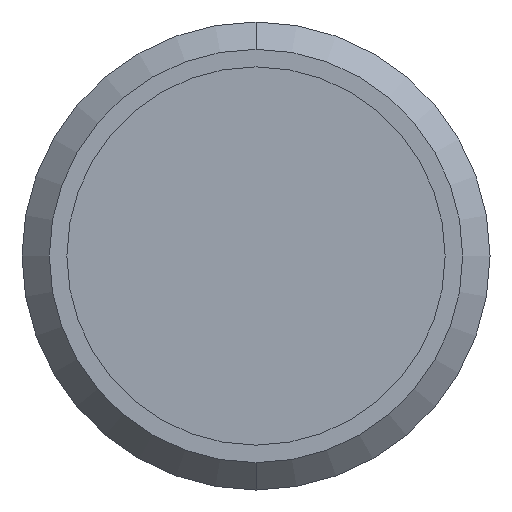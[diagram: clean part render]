
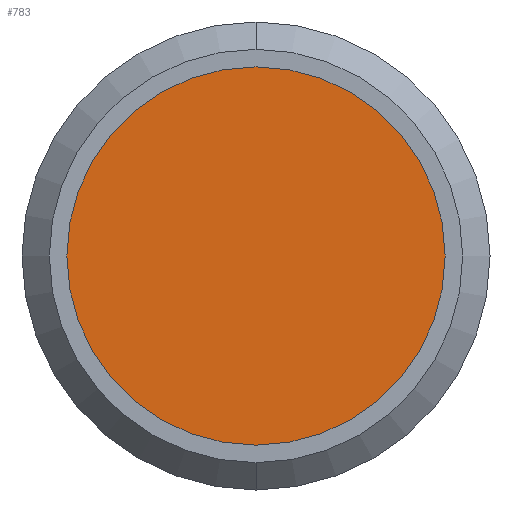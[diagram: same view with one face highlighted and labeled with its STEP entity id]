
A CAD part, front view. The second image highlights one B-rep face of the part: STEP entity #783.
In plain terms, the highlighted planar face has unit normal (0, -1, 0).
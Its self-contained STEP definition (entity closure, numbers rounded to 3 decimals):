
#783=ADVANCED_FACE('',(#1596),#1597,.T.);
#1596=FACE_OUTER_BOUND('',#2425,.T.);
#1597=PLANE('',#2426);
#2425=EDGE_LOOP('',(#4543,#4544));
#2426=AXIS2_PLACEMENT_3D('',#4545,#4546,#4547);
#4543=ORIENTED_EDGE('',*,*,#4773,.T.);
#4544=ORIENTED_EDGE('',*,*,#5526,.T.);
#4545=CARTESIAN_POINT('',(0.0,-0.01,2.425));
#4546=DIRECTION('',(0.0,-1.0,0.0));
#4547=DIRECTION('',(0.0,0.0,1.0));
#4773=EDGE_CURVE('',#5651,#5655,#5657,.T.);
#5526=EDGE_CURVE('',#5655,#5651,#6687,.T.);
#5651=VERTEX_POINT('',#7044);
#5655=VERTEX_POINT('',#7049);
#5657=CIRCLE('',#7052,4.85);
#6687=CIRCLE('',#8830,4.85);
#7044=CARTESIAN_POINT('',(0.0,-0.01,4.85));
#7049=CARTESIAN_POINT('',(0.,-0.01,-4.85));
#7052=AXIS2_PLACEMENT_3D('',#9000,#9001,#9002);
#8830=AXIS2_PLACEMENT_3D('',#9979,#9980,#9981);
#9000=CARTESIAN_POINT('',(0.0,-0.01,0.0));
#9001=DIRECTION('',(0.0,-1.0,0.0));
#9002=DIRECTION('',(0.0,0.0,1.0));
#9979=CARTESIAN_POINT('',(0.0,-0.01,0.0));
#9980=DIRECTION('',(0.0,-1.0,0.0));
#9981=DIRECTION('',(0.0,0.0,1.0));
